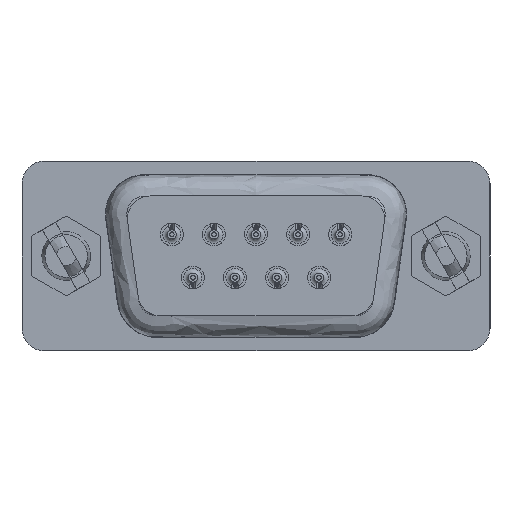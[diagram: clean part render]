
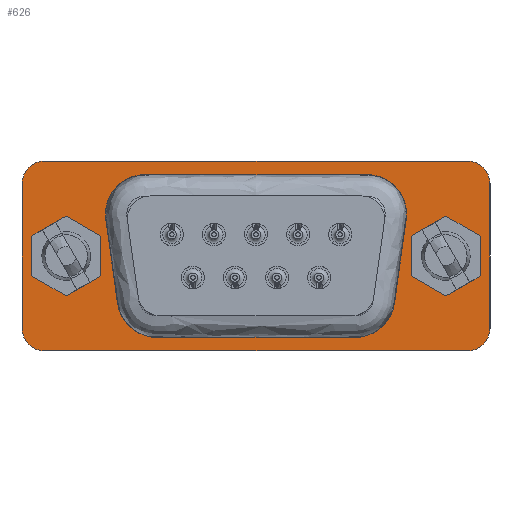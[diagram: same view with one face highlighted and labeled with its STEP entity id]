
A CAD part, front view. The second image highlights one B-rep face of the part: STEP entity #626.
In plain terms, the highlighted planar face has unit normal (0, -1, 0).
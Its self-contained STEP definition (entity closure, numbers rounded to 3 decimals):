
#626 = ADVANCED_FACE( '', ( #1380, #1381, #1382, #1383 ), #1384, .F. );
#1380 = FACE_BOUND( '', #2449, .T. );
#1381 = FACE_BOUND( '', #2450, .T. );
#1382 = FACE_OUTER_BOUND( '', #2451, .T. );
#1383 = FACE_BOUND( '', #2452, .T. );
#1384 = PLANE( '', #2453 );
#2449 = EDGE_LOOP( '', ( #12035, #12036, #12037, #12038, #12039, #12040, #12041, #12042 ) );
#2450 = EDGE_LOOP( '', ( #12043 ) );
#2451 = EDGE_LOOP( '', ( #12044, #12045, #12046, #12047, #12048, #12049, #12050, #12051 ) );
#2452 = EDGE_LOOP( '', ( #12052 ) );
#2453 = AXIS2_PLACEMENT_3D( '', #12053, #12054, #12055 );
#12035 = ORIENTED_EDGE( '', *, *, #14652, .T. );
#12036 = ORIENTED_EDGE( '', *, *, #14653, .T. );
#12037 = ORIENTED_EDGE( '', *, *, #14654, .T. );
#12038 = ORIENTED_EDGE( '', *, *, #14655, .T. );
#12039 = ORIENTED_EDGE( '', *, *, #14656, .T. );
#12040 = ORIENTED_EDGE( '', *, *, #14657, .T. );
#12041 = ORIENTED_EDGE( '', *, *, #14658, .T. );
#12042 = ORIENTED_EDGE( '', *, *, #14659, .T. );
#12043 = ORIENTED_EDGE( '', *, *, #14660, .T. );
#12044 = ORIENTED_EDGE( '', *, *, #14661, .F. );
#12045 = ORIENTED_EDGE( '', *, *, #14662, .F. );
#12046 = ORIENTED_EDGE( '', *, *, #14663, .F. );
#12047 = ORIENTED_EDGE( '', *, *, #14664, .F. );
#12048 = ORIENTED_EDGE( '', *, *, #14665, .F. );
#12049 = ORIENTED_EDGE( '', *, *, #14666, .F. );
#12050 = ORIENTED_EDGE( '', *, *, #14667, .F. );
#12051 = ORIENTED_EDGE( '', *, *, #14668, .F. );
#12052 = ORIENTED_EDGE( '', *, *, #14669, .T. );
#12053 = CARTESIAN_POINT( '', ( -13.905, 0., 4.75 ) );
#12054 = DIRECTION( '', ( 0., 1., 0. ) );
#12055 = DIRECTION( '', ( 0., 0., 1. ) );
#14652 = EDGE_CURVE( '', #15837, #15838, #15839, .T. );
#14653 = EDGE_CURVE( '', #15838, #15840, #15841, .T. );
#14654 = EDGE_CURVE( '', #15840, #15842, #15843, .T. );
#14655 = EDGE_CURVE( '', #15842, #15844, #15845, .T. );
#14656 = EDGE_CURVE( '', #15844, #15846, #15847, .T. );
#14657 = EDGE_CURVE( '', #15846, #15848, #15849, .T. );
#14658 = EDGE_CURVE( '', #15848, #15850, #15851, .T. );
#14659 = EDGE_CURVE( '', #15850, #15837, #15852, .T. );
#14660 = EDGE_CURVE( '', #15853, #15853, #15854, .T. );
#14661 = EDGE_CURVE( '', #15855, #15856, #15857, .T. );
#14662 = EDGE_CURVE( '', #15858, #15855, #15859, .T. );
#14663 = EDGE_CURVE( '', #15860, #15858, #15861, .T. );
#14664 = EDGE_CURVE( '', #15862, #15860, #15863, .T. );
#14665 = EDGE_CURVE( '', #15864, #15862, #15865, .T. );
#14666 = EDGE_CURVE( '', #15866, #15864, #15867, .T. );
#14667 = EDGE_CURVE( '', #15868, #15866, #15869, .T. );
#14668 = EDGE_CURVE( '', #15856, #15868, #15870, .T. );
#14669 = EDGE_CURVE( '', #15871, #15871, #15872, .T. );
#15837 = VERTEX_POINT( '', #17528 );
#15838 = VERTEX_POINT( '', #17529 );
#15839 = CIRCLE( '', #17530, 2.6 );
#15840 = VERTEX_POINT( '', #17531 );
#15841 = LINE( '', #17532, #17533 );
#15842 = VERTEX_POINT( '', #17534 );
#15843 = CIRCLE( '', #17535, 2.6 );
#15844 = VERTEX_POINT( '', #17536 );
#15845 = LINE( '', #17537, #17538 );
#15846 = VERTEX_POINT( '', #17539 );
#15847 = CIRCLE( '', #17540, 2.6 );
#15848 = VERTEX_POINT( '', #17541 );
#15849 = LINE( '', #17542, #17543 );
#15850 = VERTEX_POINT( '', #17544 );
#15851 = CIRCLE( '', #17545, 2.6 );
#15852 = LINE( '', #17546, #17547 );
#15853 = VERTEX_POINT( '', #17548 );
#15854 = CIRCLE( '', #17549, 1.5 );
#15855 = VERTEX_POINT( '', #17550 );
#15856 = VERTEX_POINT( '', #17551 );
#15857 = CIRCLE( '', #17552, 1.5 );
#15858 = VERTEX_POINT( '', #17553 );
#15859 = LINE( '', #17554, #17555 );
#15860 = VERTEX_POINT( '', #17556 );
#15861 = CIRCLE( '', #17557, 1.5 );
#15862 = VERTEX_POINT( '', #17558 );
#15863 = LINE( '', #17559, #17560 );
#15864 = VERTEX_POINT( '', #17561 );
#15865 = CIRCLE( '', #17562, 1.5 );
#15866 = VERTEX_POINT( '', #17563 );
#15867 = LINE( '', #17564, #17565 );
#15868 = VERTEX_POINT( '', #17566 );
#15869 = CIRCLE( '', #17567, 1.5 );
#15870 = LINE( '', #17568, #17569 );
#15871 = VERTEX_POINT( '', #17570 );
#15872 = CIRCLE( '', #17571, 1.5 );
#17528 = CARTESIAN_POINT( '', ( -9.89, 0., 2.398 ) );
#17529 = CARTESIAN_POINT( '', ( -7.315, 0., 5.36 ) );
#17530 = AXIS2_PLACEMENT_3D( '', #20408, #20409, #20410 );
#17531 = CARTESIAN_POINT( '', ( 7.315, 0., 5.36 ) );
#17532 = CARTESIAN_POINT( '', ( -7.315, 0., 5.36 ) );
#17533 = VECTOR( '', #20411, 1000. );
#17534 = CARTESIAN_POINT( '', ( 9.89, 0., 2.398 ) );
#17535 = AXIS2_PLACEMENT_3D( '', #20412, #20413, #20414 );
#17536 = CARTESIAN_POINT( '', ( 9.114, 0., -3.122 ) );
#17537 = CARTESIAN_POINT( '', ( 9.89, 0., 2.398 ) );
#17538 = VECTOR( '', #20415, 1000. );
#17539 = CARTESIAN_POINT( '', ( 6.539, 0., -5.36 ) );
#17540 = AXIS2_PLACEMENT_3D( '', #20416, #20417, #20418 );
#17541 = CARTESIAN_POINT( '', ( -6.539, 0., -5.36 ) );
#17542 = CARTESIAN_POINT( '', ( 6.539, 0., -5.36 ) );
#17543 = VECTOR( '', #20419, 1000. );
#17544 = CARTESIAN_POINT( '', ( -9.114, 0., -3.122 ) );
#17545 = AXIS2_PLACEMENT_3D( '', #20420, #20421, #20422 );
#17546 = CARTESIAN_POINT( '', ( -9.114, 0., -3.122 ) );
#17547 = VECTOR( '', #20423, 1000. );
#17548 = CARTESIAN_POINT( '', ( -10.995, 0., 0. ) );
#17549 = AXIS2_PLACEMENT_3D( '', #20424, #20425, #20426 );
#17550 = CARTESIAN_POINT( '', ( -15.405, 0., 4.75 ) );
#17551 = CARTESIAN_POINT( '', ( -13.905, 0., 6.25 ) );
#17552 = AXIS2_PLACEMENT_3D( '', #20427, #20428, #20429 );
#17553 = CARTESIAN_POINT( '', ( -15.405, 0., -4.75 ) );
#17554 = CARTESIAN_POINT( '', ( -15.405, 0., -4.75 ) );
#17555 = VECTOR( '', #20430, 1000. );
#17556 = CARTESIAN_POINT( '', ( -13.905, 0., -6.25 ) );
#17557 = AXIS2_PLACEMENT_3D( '', #20431, #20432, #20433 );
#17558 = CARTESIAN_POINT( '', ( 13.905, 0., -6.25 ) );
#17559 = CARTESIAN_POINT( '', ( 13.905, 0., -6.25 ) );
#17560 = VECTOR( '', #20434, 1000. );
#17561 = CARTESIAN_POINT( '', ( 15.405, 0., -4.75 ) );
#17562 = AXIS2_PLACEMENT_3D( '', #20435, #20436, #20437 );
#17563 = CARTESIAN_POINT( '', ( 15.405, 0., 4.75 ) );
#17564 = CARTESIAN_POINT( '', ( 15.405, 0., 4.75 ) );
#17565 = VECTOR( '', #20438, 1000. );
#17566 = CARTESIAN_POINT( '', ( 13.905, 0., 6.25 ) );
#17567 = AXIS2_PLACEMENT_3D( '', #20439, #20440, #20441 );
#17568 = CARTESIAN_POINT( '', ( -13.905, 0., 6.25 ) );
#17569 = VECTOR( '', #20442, 1000. );
#17570 = CARTESIAN_POINT( '', ( 13.995, 0., 0. ) );
#17571 = AXIS2_PLACEMENT_3D( '', #20443, #20444, #20445 );
#20408 = CARTESIAN_POINT( '', ( -7.315, 0., 2.76 ) );
#20409 = DIRECTION( '', ( 0., 1., 0. ) );
#20410 = DIRECTION( '', ( 1., 0., 0. ) );
#20411 = DIRECTION( '', ( 1., 0., 0. ) );
#20412 = CARTESIAN_POINT( '', ( 7.315, 0., 2.76 ) );
#20413 = DIRECTION( '', ( 0., 1., 0. ) );
#20414 = DIRECTION( '', ( -1., 0., 0. ) );
#20415 = DIRECTION( '', ( -0.139, 0., -0.99 ) );
#20416 = CARTESIAN_POINT( '', ( 6.539, 0., -2.76 ) );
#20417 = DIRECTION( '', ( 0., 1., 0. ) );
#20418 = DIRECTION( '', ( 1., 0., 0. ) );
#20419 = DIRECTION( '', ( -1., 0., 0. ) );
#20420 = CARTESIAN_POINT( '', ( -6.539, 0., -2.76 ) );
#20421 = DIRECTION( '', ( 0., 1., 0. ) );
#20422 = DIRECTION( '', ( 1., 0., 0. ) );
#20423 = DIRECTION( '', ( -0.139, 0., 0.99 ) );
#20424 = CARTESIAN_POINT( '', ( -12.495, 0., 0. ) );
#20425 = DIRECTION( '', ( 0., 1., 0. ) );
#20426 = DIRECTION( '', ( 1., 0., 0. ) );
#20427 = CARTESIAN_POINT( '', ( -13.905, 0., 4.75 ) );
#20428 = DIRECTION( '', ( 0., 1., 0. ) );
#20429 = DIRECTION( '', ( 1., 0., 0. ) );
#20430 = DIRECTION( '', ( 0., 0., 1. ) );
#20431 = CARTESIAN_POINT( '', ( -13.905, 0., -4.75 ) );
#20432 = DIRECTION( '', ( 0., 1., 0. ) );
#20433 = DIRECTION( '', ( 1., 0., 0. ) );
#20434 = DIRECTION( '', ( -1., 0., 0. ) );
#20435 = CARTESIAN_POINT( '', ( 13.905, 0., -4.75 ) );
#20436 = DIRECTION( '', ( 0., 1., 0. ) );
#20437 = DIRECTION( '', ( 1., 0., 0. ) );
#20438 = DIRECTION( '', ( 0., 0., -1. ) );
#20439 = CARTESIAN_POINT( '', ( 13.905, 0., 4.75 ) );
#20440 = DIRECTION( '', ( 0., 1., 0. ) );
#20441 = DIRECTION( '', ( -1., 0., 0. ) );
#20442 = DIRECTION( '', ( 1., 0., 0. ) );
#20443 = CARTESIAN_POINT( '', ( 12.495, 0., 0. ) );
#20444 = DIRECTION( '', ( 0., 1., 0. ) );
#20445 = DIRECTION( '', ( 1., 0., 0. ) );
